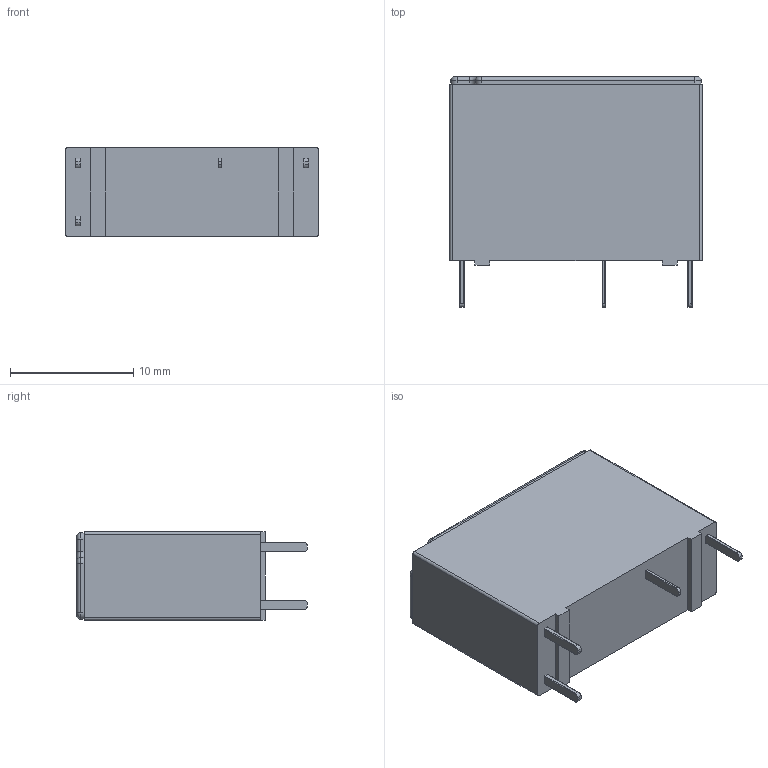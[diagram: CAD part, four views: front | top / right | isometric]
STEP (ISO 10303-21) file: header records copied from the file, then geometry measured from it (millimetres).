
FILE_DESCRIPTION (( 'STEP AP214' ), '1' );
FILE_NAME ('Relay_G5NB.STEP', '2021-05-14T00:05:48', ( 'Lukyanov A' ), ( '' ), 'SwSTEP 2.0', 'SolidWorks 2015', '' );
FILE_SCHEMA (( 'AUTOMOTIVE_DESIGN' ));
Length unit declared in the file: millimetre
Products named in the file (1): Relay_G5NB
Bounding box: 20.5 x 18.7 x 7.2 mm (x, y, z)
Volume: 2202.8 mm3; surface area: 1159.4 mm2
Topology: 5 solids, 5 shells, 253 faces, 660 edges, 436 vertices
Faces by surface type: plane 149, bspline 58, cylinder 40, torus 6
Entity records: 13361 total; most frequent: CARTESIAN_POINT 5176, ORIENTED_EDGE 1320, DIRECTION 990, EDGE_CURVE 660, VECTOR 458, LINE 458, VERTEX_POINT 436, EDGE_LOOP 272
